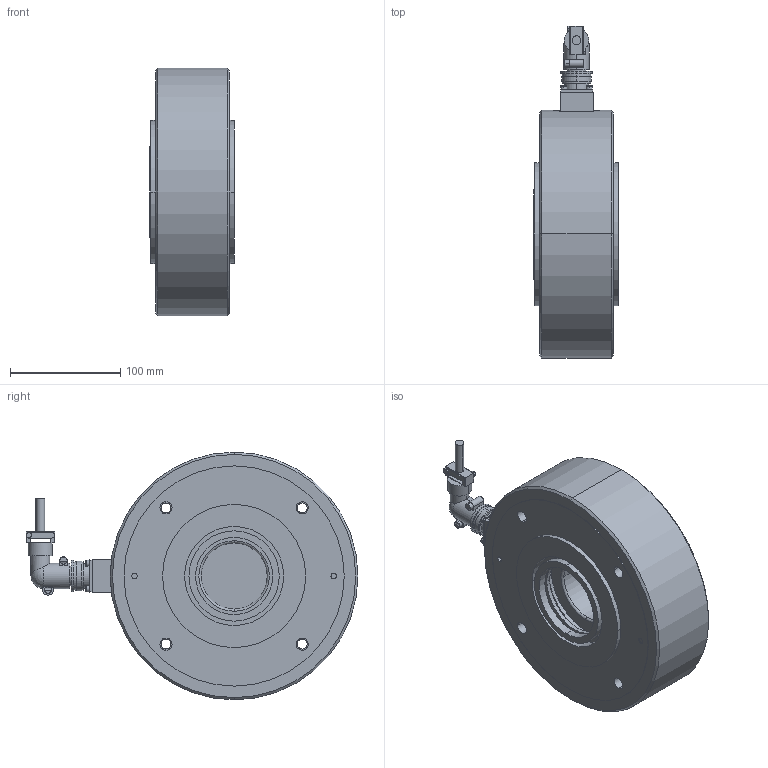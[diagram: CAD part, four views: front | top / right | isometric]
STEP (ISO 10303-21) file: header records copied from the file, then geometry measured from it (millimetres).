
FILE_DESCRIPTION((''),'2;1');
FILE_NAME('50231.stp','2007-09-21T16:23:40',(''),(''),'Mechanical Desktop 2007','Mechanical Desktop 2007',', , ');
FILE_SCHEMA(('CONFIG_CONTROL_DESIGN'));
Length unit declared in the file: millimetre
Products named in the file (27): ZEICHNUNG7; L50231; L49151; TEIL1AAA; L49026; TEIL1AA; I-6KT_SCHRAUBE_M6X60; I-6KT_SCHRAUBE_M6X60A; I-6KT_SCHRAUBE_M3X25A; I-6KT_SCHRAUBE_M3X25; FEDERRING_M3A; FEDERRING_M3; V_RING_V70AA; V_RING_V70A; SICHERUNGSRING_J110; L4340402; TEIL1AAAAA; L49258; TEIL1; L4916304; TEIL1AAAA; PENDELKUGELLAGER_2212TV; PENDELKUGELLAGER_2212TVA; FLANSCHDOSE_WINKEL_AMPH_4-POLIG; TEIL1A; RM_SDBA; RM_SDB
Assembly tree (37 placements, depth 4):
  ZEICHNUNG7
    L50231
      L49151
        TEIL1AAA
      L49026
        TEIL1AA
      I-6KT_SCHRAUBE_M6X60
        I-6KT_SCHRAUBE_M6X60A
      I-6KT_SCHRAUBE_M3X25A  x4
        I-6KT_SCHRAUBE_M3X25
      FEDERRING_M3A  x4
        FEDERRING_M3
      V_RING_V70AA
        V_RING_V70A
      SICHERUNGSRING_J110
      L4340402  x2
        TEIL1AAAAA
      L49258
        TEIL1
      L4916304
        TEIL1AAAA
      PENDELKUGELLAGER_2212TV
        PENDELKUGELLAGER_2212TVA
      FLANSCHDOSE_WINKEL_AMPH_4-POLIG
        TEIL1A
      RM_SDBA  x3
    RM_SDB  x3
Bounding box: 76.9 x 301.5 x 225 mm (x, y, z)
Volume: 2386866.4 mm3; surface area: 391420.1 mm2
Topology: 19 solids, 19 shells, 391 faces, 939 edges, 612 vertices
Faces by surface type: cylinder 224, plane 118, cone 28, torus 18, bspline 2, sphere 1
Entity records: 10823 total; most frequent: CARTESIAN_POINT 1995, DIRECTION 1931, ORIENTED_EDGE 1512, AXIS2_PLACEMENT_3D 813, EDGE_CURVE 756, VERTEX_POINT 497, CIRCLE 436, EDGE_LOOP 429
